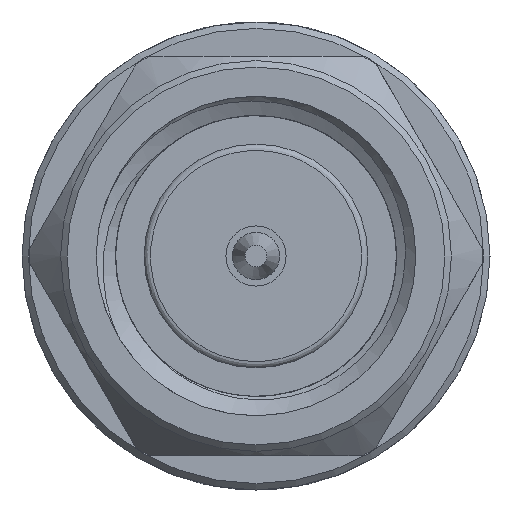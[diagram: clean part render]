
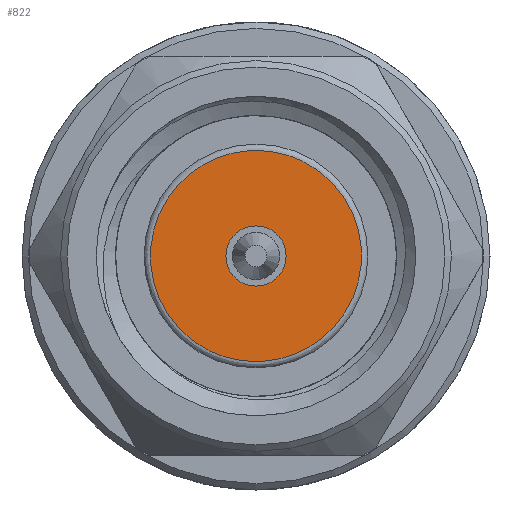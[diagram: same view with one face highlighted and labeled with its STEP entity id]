
A CAD part, left-side view. The second image highlights one B-rep face of the part: STEP entity #822.
In plain terms, the highlighted planar face has unit normal (-1, 0, 0).
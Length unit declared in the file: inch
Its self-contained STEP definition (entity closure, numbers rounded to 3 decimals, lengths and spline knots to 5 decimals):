
#26 = ORIENTED_EDGE ( 'NONE', *, *, #957, .F. ) ;
#141 = FACE_BOUND ( 'NONE', #1493, .T. ) ;
#152 = EDGE_LOOP ( 'NONE', ( #5048, #3969 ) ) ;
#294 = CARTESIAN_POINT ( 'NONE',  ( 0.11, 0.04125, -0.07145 ) ) ;
#306 = DIRECTION ( 'NONE',  ( 0., 0.5, -0.866 ) ) ;
#615 = VERTEX_POINT ( 'NONE', #3225 ) ;
#631 = CARTESIAN_POINT ( 'NONE',  ( 0.11, 0.10164, 0.15395 ) ) ;
#687 = VERTEX_POINT ( 'NONE', #2908 ) ;
#746 = CARTESIAN_POINT ( 'NONE',  ( 0.11, 0., 0. ) ) ;
#784 = EDGE_CURVE ( 'NONE', #4347, #687, #4668, .T. ) ;
#822 = ADVANCED_FACE ( 'NONE', ( #141, #2402 ), #1405, .F. ) ;
#957 = EDGE_CURVE ( 'NONE', #615, #615, #2165, .T. ) ;
#1086 = DIRECTION ( 'NONE',  ( 1., 0., 0. ) ) ;
#1405 = PLANE ( 'NONE',  #4257 ) ;
#1426 = CARTESIAN_POINT ( 'NONE',  ( 0.11, 0., 0. ) ) ;
#1493 = EDGE_LOOP ( 'NONE', ( #26 ) ) ;
#1870 = CARTESIAN_POINT ( 'NONE',  ( 0.11, 0.04125, -0.07145 ) ) ;
#2056 = CARTESIAN_POINT ( 'NONE',  ( 0.11, 0.04125, -0.07145 ) ) ;
#2165 = CIRCLE ( 'NONE', #4509, 0.0235 ) ;
#2246 = CARTESIAN_POINT ( 'NONE',  ( 0.11, 0.18414, 0.01105 ) ) ;
#2402 = FACE_OUTER_BOUND ( 'NONE', #152, .T. ) ;
#2908 = CARTESIAN_POINT ( 'NONE',  ( 0.11, -0.04125, 0.07145 ) ) ;
#3068 = DIRECTION ( 'NONE',  ( 0., 0.5, -0.866 ) ) ;
#3225 = CARTESIAN_POINT ( 'NONE',  ( 0.11, 0.01175, -0.02035 ) ) ;
#3969 = ORIENTED_EDGE ( 'NONE', *, *, #4707, .F. ) ;
#4187 = CARTESIAN_POINT ( 'NONE',  ( 0.11, -0.18414, -0.01105 ) ) ;
#4206 = CARTESIAN_POINT ( 'NONE',  ( 0.11, -0.10164, -0.15395 ) ) ;
#4257 = AXIS2_PLACEMENT_3D ( 'NONE', #1426, #1086, #306 ) ;
#4347 = VERTEX_POINT ( 'NONE', #2056 ) ;
#4457 = CARTESIAN_POINT ( 'NONE',  ( 0.11, -0.04125, 0.07145 ) ) ;
#4466 =( BOUNDED_CURVE ( )  B_SPLINE_CURVE ( 3, ( #4457, #4187, #4206, #294 ),
 .UNSPECIFIED., .F., .F. ) 
 B_SPLINE_CURVE_WITH_KNOTS ( ( 4, 4 ),
 ( 0., 1. ),
 .UNSPECIFIED. ) 
 CURVE ( )  GEOMETRIC_REPRESENTATION_ITEM ( )  RATIONAL_B_SPLINE_CURVE ( ( 1., 0.333, 0.333, 1. ) ) 
 REPRESENTATION_ITEM ( '' )  );
#4509 = AXIS2_PLACEMENT_3D ( 'NONE', #746, #4607, #3068 ) ;
#4572 = CARTESIAN_POINT ( 'NONE',  ( 0.11, -0.04125, 0.07145 ) ) ;
#4607 = DIRECTION ( 'NONE',  ( -1., 0., 0. ) ) ;
#4668 =( BOUNDED_CURVE ( )  B_SPLINE_CURVE ( 3, ( #1870, #2246, #631, #4572 ),
 .UNSPECIFIED., .F., .F. ) 
 B_SPLINE_CURVE_WITH_KNOTS ( ( 4, 4 ),
 ( 0., 1. ),
 .UNSPECIFIED. ) 
 CURVE ( )  GEOMETRIC_REPRESENTATION_ITEM ( )  RATIONAL_B_SPLINE_CURVE ( ( 1., 0.333, 0.333, 1. ) ) 
 REPRESENTATION_ITEM ( '' )  );
#4707 = EDGE_CURVE ( 'NONE', #687, #4347, #4466, .T. ) ;
#5048 = ORIENTED_EDGE ( 'NONE', *, *, #784, .F. ) ;
